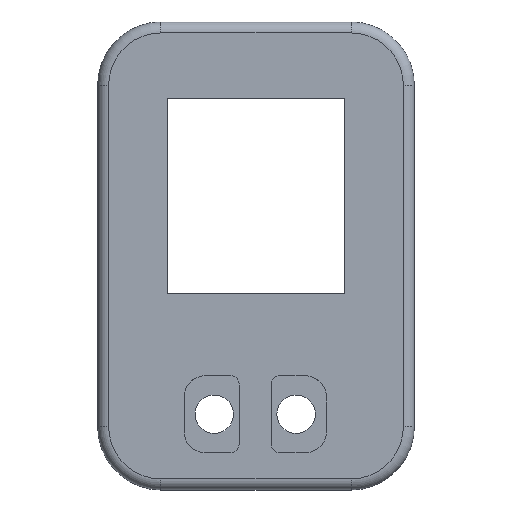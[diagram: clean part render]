
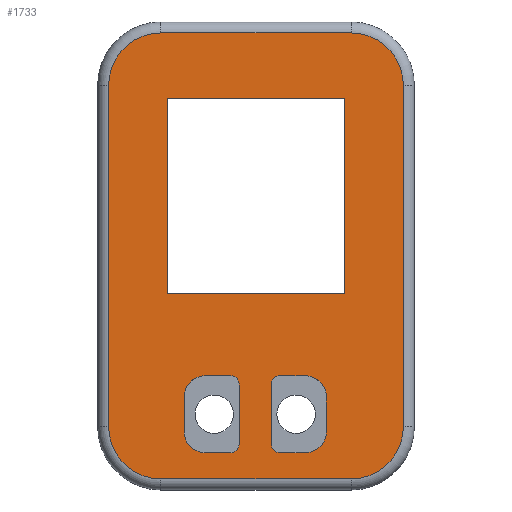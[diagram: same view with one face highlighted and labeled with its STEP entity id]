
A CAD part, top view. The second image highlights one B-rep face of the part: STEP entity #1733.
In plain terms, the highlighted planar face has unit normal (0, 0, 1).
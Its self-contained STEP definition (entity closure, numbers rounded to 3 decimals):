
#1337 = VERTEX_POINT('',#1338);
#1338 = CARTESIAN_POINT('',(-26.8,31.05,9.1));
#1345 = EDGE_CURVE('',#1337,#1346,#1348,.T.);
#1346 = VERTEX_POINT('',#1347);
#1347 = CARTESIAN_POINT('',(-26.8,-31.05,9.1));
#1348 = LINE('',#1349,#1350);
#1349 = CARTESIAN_POINT('',(-26.8,31.05,9.1));
#1350 = VECTOR('',#1351,1.);
#1351 = DIRECTION('',(0.,-1.,0.));
#1370 = VERTEX_POINT('',#1371);
#1371 = CARTESIAN_POINT('',(17.3,40.55,9.1));
#1378 = EDGE_CURVE('',#1370,#1379,#1381,.T.);
#1379 = VERTEX_POINT('',#1380);
#1380 = CARTESIAN_POINT('',(-17.3,40.55,9.1));
#1381 = LINE('',#1382,#1383);
#1382 = CARTESIAN_POINT('',(17.3,40.55,9.1));
#1383 = VECTOR('',#1384,1.);
#1384 = DIRECTION('',(-1.,0.,0.));
#1405 = EDGE_CURVE('',#1379,#1337,#1406,.T.);
#1406 = CIRCLE('',#1407,9.5);
#1407 = AXIS2_PLACEMENT_3D('',#1408,#1409,#1410);
#1408 = CARTESIAN_POINT('',(-17.3,31.05,9.1));
#1409 = DIRECTION('',(0.,0.,1.));
#1410 = DIRECTION('',(0.,1.,0.));
#1423 = VERTEX_POINT('',#1424);
#1424 = CARTESIAN_POINT('',(-17.3,-40.55,9.1));
#1431 = EDGE_CURVE('',#1346,#1423,#1432,.T.);
#1432 = CIRCLE('',#1433,9.5);
#1433 = AXIS2_PLACEMENT_3D('',#1434,#1435,#1436);
#1434 = CARTESIAN_POINT('',(-17.3,-31.05,9.1));
#1435 = DIRECTION('',(0.,0.,1.));
#1436 = DIRECTION('',(-1.,0.,0.));
#1447 = EDGE_CURVE('',#1423,#1448,#1450,.T.);
#1448 = VERTEX_POINT('',#1449);
#1449 = CARTESIAN_POINT('',(17.3,-40.55,9.1));
#1450 = LINE('',#1451,#1452);
#1451 = CARTESIAN_POINT('',(-17.3,-40.55,9.1));
#1452 = VECTOR('',#1453,1.);
#1453 = DIRECTION('',(1.,0.,0.));
#1474 = VERTEX_POINT('',#1475);
#1475 = CARTESIAN_POINT('',(26.8,-31.05,9.1));
#1482 = EDGE_CURVE('',#1448,#1474,#1483,.T.);
#1483 = CIRCLE('',#1484,9.5);
#1484 = AXIS2_PLACEMENT_3D('',#1485,#1486,#1487);
#1485 = CARTESIAN_POINT('',(17.3,-31.05,9.1));
#1486 = DIRECTION('',(0.,0.,1.));
#1487 = DIRECTION('',(0.,-1.,0.));
#1498 = EDGE_CURVE('',#1474,#1499,#1501,.T.);
#1499 = VERTEX_POINT('',#1500);
#1500 = CARTESIAN_POINT('',(26.8,31.05,9.1));
#1501 = LINE('',#1502,#1503);
#1502 = CARTESIAN_POINT('',(26.8,-31.05,9.1));
#1503 = VECTOR('',#1504,1.);
#1504 = DIRECTION('',(0.,1.,0.));
#1525 = EDGE_CURVE('',#1499,#1370,#1526,.T.);
#1526 = CIRCLE('',#1527,9.5);
#1527 = AXIS2_PLACEMENT_3D('',#1528,#1529,#1530);
#1528 = CARTESIAN_POINT('',(17.3,31.05,9.1));
#1529 = DIRECTION('',(0.,0.,1.));
#1530 = DIRECTION('',(1.,0.,0.));
#1733 = ADVANCED_FACE('',(#1734,#1744,#1814,#1884),#1918,.T.);
#1734 = FACE_BOUND('',#1735,.T.);
#1735 = EDGE_LOOP('',(#1736,#1737,#1738,#1739,#1740,#1741,#1742,#1743));
#1736 = ORIENTED_EDGE('',*,*,#1345,.T.);
#1737 = ORIENTED_EDGE('',*,*,#1431,.T.);
#1738 = ORIENTED_EDGE('',*,*,#1447,.T.);
#1739 = ORIENTED_EDGE('',*,*,#1482,.T.);
#1740 = ORIENTED_EDGE('',*,*,#1498,.T.);
#1741 = ORIENTED_EDGE('',*,*,#1525,.T.);
#1742 = ORIENTED_EDGE('',*,*,#1378,.T.);
#1743 = ORIENTED_EDGE('',*,*,#1405,.T.);
#1744 = FACE_BOUND('',#1745,.T.);
#1745 = EDGE_LOOP('',(#1746,#1756,#1765,#1773,#1782,#1790,#1799,#1807));
#1746 = ORIENTED_EDGE('',*,*,#1747,.F.);
#1747 = EDGE_CURVE('',#1748,#1750,#1752,.T.);
#1748 = VERTEX_POINT('',#1749);
#1749 = CARTESIAN_POINT('',(-13.08,-25.64,9.1));
#1750 = VERTEX_POINT('',#1751);
#1751 = CARTESIAN_POINT('',(-13.08,-31.94,9.1));
#1752 = LINE('',#1753,#1754);
#1753 = CARTESIAN_POINT('',(-13.08,-25.64,9.1));
#1754 = VECTOR('',#1755,1.);
#1755 = DIRECTION('',(0.,-1.,0.));
#1756 = ORIENTED_EDGE('',*,*,#1757,.F.);
#1757 = EDGE_CURVE('',#1758,#1748,#1760,.T.);
#1758 = VERTEX_POINT('',#1759);
#1759 = CARTESIAN_POINT('',(-9.23,-21.79,9.1));
#1760 = CIRCLE('',#1761,3.85);
#1761 = AXIS2_PLACEMENT_3D('',#1762,#1763,#1764);
#1762 = CARTESIAN_POINT('',(-9.23,-25.64,9.1));
#1763 = DIRECTION('',(0.,0.,1.));
#1764 = DIRECTION('',(1.,0.,0.));
#1765 = ORIENTED_EDGE('',*,*,#1766,.F.);
#1766 = EDGE_CURVE('',#1767,#1758,#1769,.T.);
#1767 = VERTEX_POINT('',#1768);
#1768 = CARTESIAN_POINT('',(-4.58,-21.79,9.1));
#1769 = LINE('',#1770,#1771);
#1770 = CARTESIAN_POINT('',(-4.58,-21.79,9.1));
#1771 = VECTOR('',#1772,1.);
#1772 = DIRECTION('',(-1.,0.,0.));
#1773 = ORIENTED_EDGE('',*,*,#1774,.F.);
#1774 = EDGE_CURVE('',#1775,#1767,#1777,.T.);
#1775 = VERTEX_POINT('',#1776);
#1776 = CARTESIAN_POINT('',(-3.08,-23.29,9.1));
#1777 = CIRCLE('',#1778,1.5);
#1778 = AXIS2_PLACEMENT_3D('',#1779,#1780,#1781);
#1779 = CARTESIAN_POINT('',(-4.58,-23.29,9.1));
#1780 = DIRECTION('',(0.,0.,1.));
#1781 = DIRECTION('',(1.,0.,0.));
#1782 = ORIENTED_EDGE('',*,*,#1783,.F.);
#1783 = EDGE_CURVE('',#1784,#1775,#1786,.T.);
#1784 = VERTEX_POINT('',#1785);
#1785 = CARTESIAN_POINT('',(-3.08,-34.29,9.1));
#1786 = LINE('',#1787,#1788);
#1787 = CARTESIAN_POINT('',(-3.08,-34.29,9.1));
#1788 = VECTOR('',#1789,1.);
#1789 = DIRECTION('',(0.,1.,0.));
#1790 = ORIENTED_EDGE('',*,*,#1791,.F.);
#1791 = EDGE_CURVE('',#1792,#1784,#1794,.T.);
#1792 = VERTEX_POINT('',#1793);
#1793 = CARTESIAN_POINT('',(-4.58,-35.79,9.1));
#1794 = CIRCLE('',#1795,1.5);
#1795 = AXIS2_PLACEMENT_3D('',#1796,#1797,#1798);
#1796 = CARTESIAN_POINT('',(-4.58,-34.29,9.1));
#1797 = DIRECTION('',(0.,0.,1.));
#1798 = DIRECTION('',(1.,0.,0.));
#1799 = ORIENTED_EDGE('',*,*,#1800,.F.);
#1800 = EDGE_CURVE('',#1801,#1792,#1803,.T.);
#1801 = VERTEX_POINT('',#1802);
#1802 = CARTESIAN_POINT('',(-9.23,-35.79,9.1));
#1803 = LINE('',#1804,#1805);
#1804 = CARTESIAN_POINT('',(-9.23,-35.79,9.1));
#1805 = VECTOR('',#1806,1.);
#1806 = DIRECTION('',(1.,0.,0.));
#1807 = ORIENTED_EDGE('',*,*,#1808,.F.);
#1808 = EDGE_CURVE('',#1750,#1801,#1809,.T.);
#1809 = CIRCLE('',#1810,3.85);
#1810 = AXIS2_PLACEMENT_3D('',#1811,#1812,#1813);
#1811 = CARTESIAN_POINT('',(-9.23,-31.94,9.1));
#1812 = DIRECTION('',(0.,0.,1.));
#1813 = DIRECTION('',(1.,0.,0.));
#1814 = FACE_BOUND('',#1815,.T.);
#1815 = EDGE_LOOP('',(#1816,#1826,#1835,#1843,#1852,#1860,#1869,#1877));
#1816 = ORIENTED_EDGE('',*,*,#1817,.F.);
#1817 = EDGE_CURVE('',#1818,#1820,#1822,.T.);
#1818 = VERTEX_POINT('',#1819);
#1819 = CARTESIAN_POINT('',(2.8,-23.29,9.1));
#1820 = VERTEX_POINT('',#1821);
#1821 = CARTESIAN_POINT('',(2.8,-34.29,9.1));
#1822 = LINE('',#1823,#1824);
#1823 = CARTESIAN_POINT('',(2.8,-23.29,9.1));
#1824 = VECTOR('',#1825,1.);
#1825 = DIRECTION('',(0.,-1.,0.));
#1826 = ORIENTED_EDGE('',*,*,#1827,.F.);
#1827 = EDGE_CURVE('',#1828,#1818,#1830,.T.);
#1828 = VERTEX_POINT('',#1829);
#1829 = CARTESIAN_POINT('',(4.3,-21.79,9.1));
#1830 = CIRCLE('',#1831,1.5);
#1831 = AXIS2_PLACEMENT_3D('',#1832,#1833,#1834);
#1832 = CARTESIAN_POINT('',(4.3,-23.29,9.1));
#1833 = DIRECTION('',(0.,0.,1.));
#1834 = DIRECTION('',(1.,0.,0.));
#1835 = ORIENTED_EDGE('',*,*,#1836,.F.);
#1836 = EDGE_CURVE('',#1837,#1828,#1839,.T.);
#1837 = VERTEX_POINT('',#1838);
#1838 = CARTESIAN_POINT('',(8.95,-21.79,9.1));
#1839 = LINE('',#1840,#1841);
#1840 = CARTESIAN_POINT('',(8.95,-21.79,9.1));
#1841 = VECTOR('',#1842,1.);
#1842 = DIRECTION('',(-1.,0.,0.));
#1843 = ORIENTED_EDGE('',*,*,#1844,.F.);
#1844 = EDGE_CURVE('',#1845,#1837,#1847,.T.);
#1845 = VERTEX_POINT('',#1846);
#1846 = CARTESIAN_POINT('',(12.8,-25.64,9.1));
#1847 = CIRCLE('',#1848,3.85);
#1848 = AXIS2_PLACEMENT_3D('',#1849,#1850,#1851);
#1849 = CARTESIAN_POINT('',(8.95,-25.64,9.1));
#1850 = DIRECTION('',(0.,0.,1.));
#1851 = DIRECTION('',(1.,0.,0.));
#1852 = ORIENTED_EDGE('',*,*,#1853,.F.);
#1853 = EDGE_CURVE('',#1854,#1845,#1856,.T.);
#1854 = VERTEX_POINT('',#1855);
#1855 = CARTESIAN_POINT('',(12.8,-31.94,9.1));
#1856 = LINE('',#1857,#1858);
#1857 = CARTESIAN_POINT('',(12.8,-31.94,9.1));
#1858 = VECTOR('',#1859,1.);
#1859 = DIRECTION('',(0.,1.,0.));
#1860 = ORIENTED_EDGE('',*,*,#1861,.F.);
#1861 = EDGE_CURVE('',#1862,#1854,#1864,.T.);
#1862 = VERTEX_POINT('',#1863);
#1863 = CARTESIAN_POINT('',(8.95,-35.79,9.1));
#1864 = CIRCLE('',#1865,3.85);
#1865 = AXIS2_PLACEMENT_3D('',#1866,#1867,#1868);
#1866 = CARTESIAN_POINT('',(8.95,-31.94,9.1));
#1867 = DIRECTION('',(0.,0.,1.));
#1868 = DIRECTION('',(1.,0.,0.));
#1869 = ORIENTED_EDGE('',*,*,#1870,.F.);
#1870 = EDGE_CURVE('',#1871,#1862,#1873,.T.);
#1871 = VERTEX_POINT('',#1872);
#1872 = CARTESIAN_POINT('',(4.3,-35.79,9.1));
#1873 = LINE('',#1874,#1875);
#1874 = CARTESIAN_POINT('',(4.3,-35.79,9.1));
#1875 = VECTOR('',#1876,1.);
#1876 = DIRECTION('',(1.,0.,0.));
#1877 = ORIENTED_EDGE('',*,*,#1878,.F.);
#1878 = EDGE_CURVE('',#1820,#1871,#1879,.T.);
#1879 = CIRCLE('',#1880,1.5);
#1880 = AXIS2_PLACEMENT_3D('',#1881,#1882,#1883);
#1881 = CARTESIAN_POINT('',(4.3,-34.29,9.1));
#1882 = DIRECTION('',(0.,0.,1.));
#1883 = DIRECTION('',(1.,0.,0.));
#1884 = FACE_BOUND('',#1885,.T.);
#1885 = EDGE_LOOP('',(#1886,#1896,#1904,#1912));
#1886 = ORIENTED_EDGE('',*,*,#1887,.F.);
#1887 = EDGE_CURVE('',#1888,#1890,#1892,.T.);
#1888 = VERTEX_POINT('',#1889);
#1889 = CARTESIAN_POINT('',(-16.1,28.6,9.1));
#1890 = VERTEX_POINT('',#1891);
#1891 = CARTESIAN_POINT('',(-16.1,-6.8,9.1));
#1892 = LINE('',#1893,#1894);
#1893 = CARTESIAN_POINT('',(-16.1,28.6,9.1));
#1894 = VECTOR('',#1895,1.);
#1895 = DIRECTION('',(0.,-1.,0.));
#1896 = ORIENTED_EDGE('',*,*,#1897,.F.);
#1897 = EDGE_CURVE('',#1898,#1888,#1900,.T.);
#1898 = VERTEX_POINT('',#1899);
#1899 = CARTESIAN_POINT('',(16.1,28.6,9.1));
#1900 = LINE('',#1901,#1902);
#1901 = CARTESIAN_POINT('',(16.1,28.6,9.1));
#1902 = VECTOR('',#1903,1.);
#1903 = DIRECTION('',(-1.,0.,0.));
#1904 = ORIENTED_EDGE('',*,*,#1905,.F.);
#1905 = EDGE_CURVE('',#1906,#1898,#1908,.T.);
#1906 = VERTEX_POINT('',#1907);
#1907 = CARTESIAN_POINT('',(16.1,-6.8,9.1));
#1908 = LINE('',#1909,#1910);
#1909 = CARTESIAN_POINT('',(16.1,-6.8,9.1));
#1910 = VECTOR('',#1911,1.);
#1911 = DIRECTION('',(0.,1.,0.));
#1912 = ORIENTED_EDGE('',*,*,#1913,.F.);
#1913 = EDGE_CURVE('',#1890,#1906,#1914,.T.);
#1914 = LINE('',#1915,#1916);
#1915 = CARTESIAN_POINT('',(-16.1,-6.8,9.1));
#1916 = VECTOR('',#1917,1.);
#1917 = DIRECTION('',(1.,0.,0.));
#1918 = PLANE('',#1919);
#1919 = AXIS2_PLACEMENT_3D('',#1920,#1921,#1922);
#1920 = CARTESIAN_POINT('',(0.,0.,9.1)
  );
#1921 = DIRECTION('',(0.,0.,1.));
#1922 = DIRECTION('',(1.,0.,0.));
